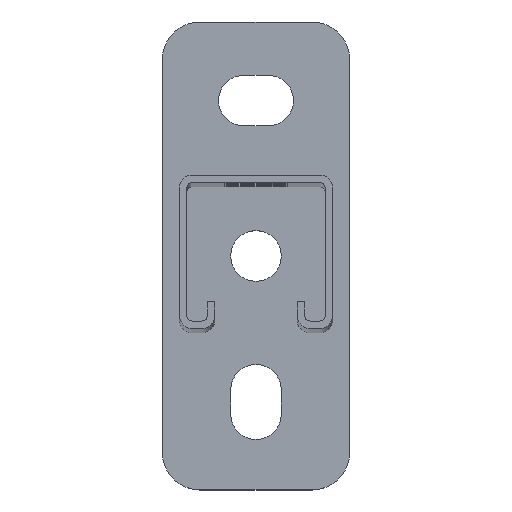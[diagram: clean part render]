
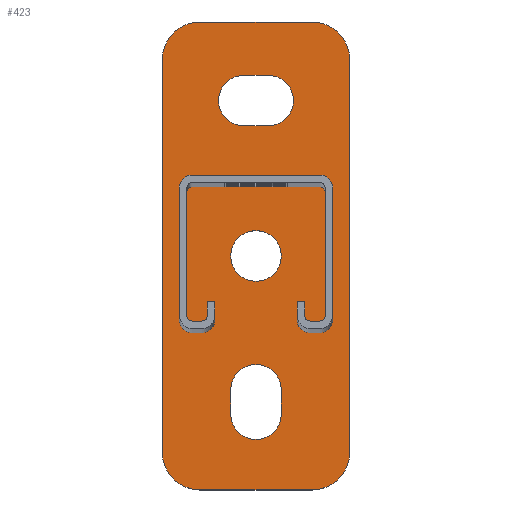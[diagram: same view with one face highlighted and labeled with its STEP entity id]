
A CAD part, top view. The second image highlights one B-rep face of the part: STEP entity #423.
In plain terms, the highlighted planar face has unit normal (0, 0, 1).
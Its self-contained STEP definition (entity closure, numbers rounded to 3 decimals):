
#423=ADVANCED_FACE('',(#848,#849,#850,#851),#852,.T.);
#848=FACE_BOUND('',#1256,.T.);
#849=FACE_BOUND('',#1257,.T.);
#850=FACE_BOUND('',#1258,.T.);
#851=FACE_OUTER_BOUND('',#1259,.T.);
#852=PLANE('',#1260);
#1256=EDGE_LOOP('',(#2381,#2382));
#1257=EDGE_LOOP('',(#2383,#2384,#2385,#2386,#2387,#2388));
#1258=EDGE_LOOP('',(#2389,#2390,#2391,#2392,#2393,#2394));
#1259=EDGE_LOOP('',(#2395,#2396,#2397,#2398,#2399,#2400,#2401,#2402));
#1260=AXIS2_PLACEMENT_3D('',#2403,#2404,#2405);
#2381=ORIENTED_EDGE('',*,*,#2830,.T.);
#2382=ORIENTED_EDGE('',*,*,#2825,.T.);
#2383=ORIENTED_EDGE('',*,*,#2815,.T.);
#2384=ORIENTED_EDGE('',*,*,#2838,.T.);
#2385=ORIENTED_EDGE('',*,*,#2840,.T.);
#2386=ORIENTED_EDGE('',*,*,#2820,.T.);
#2387=ORIENTED_EDGE('',*,*,#2834,.T.);
#2388=ORIENTED_EDGE('',*,*,#2843,.T.);
#2389=ORIENTED_EDGE('',*,*,#2805,.T.);
#2390=ORIENTED_EDGE('',*,*,#2852,.T.);
#2391=ORIENTED_EDGE('',*,*,#2854,.T.);
#2392=ORIENTED_EDGE('',*,*,#2810,.T.);
#2393=ORIENTED_EDGE('',*,*,#2848,.T.);
#2394=ORIENTED_EDGE('',*,*,#2857,.T.);
#2395=ORIENTED_EDGE('',*,*,#2861,.T.);
#2396=ORIENTED_EDGE('',*,*,#2886,.T.);
#2397=ORIENTED_EDGE('',*,*,#2883,.T.);
#2398=ORIENTED_EDGE('',*,*,#2880,.T.);
#2399=ORIENTED_EDGE('',*,*,#2877,.T.);
#2400=ORIENTED_EDGE('',*,*,#2887,.T.);
#2401=ORIENTED_EDGE('',*,*,#2888,.T.);
#2402=ORIENTED_EDGE('',*,*,#2873,.T.);
#2403=CARTESIAN_POINT('',(0.0,0.0,8.0));
#2404=DIRECTION('',(0.0,0.0,1.0));
#2405=DIRECTION('',(1.0,0.0,0.0));
#2805=EDGE_CURVE('',#3453,#3450,#3454,.T.);
#2810=EDGE_CURVE('',#3462,#3459,#3463,.T.);
#2815=EDGE_CURVE('',#3471,#3468,#3472,.T.);
#2820=EDGE_CURVE('',#3480,#3477,#3481,.T.);
#2825=EDGE_CURVE('',#3489,#3486,#3490,.T.);
#2830=EDGE_CURVE('',#3486,#3489,#3496,.T.);
#2834=EDGE_CURVE('',#3477,#3500,#3502,.T.);
#2838=EDGE_CURVE('',#3468,#3506,#3508,.T.);
#2840=EDGE_CURVE('',#3506,#3480,#3510,.T.);
#2843=EDGE_CURVE('',#3500,#3471,#3513,.T.);
#2848=EDGE_CURVE('',#3459,#3518,#3520,.T.);
#2852=EDGE_CURVE('',#3450,#3524,#3526,.T.);
#2854=EDGE_CURVE('',#3524,#3462,#3528,.T.);
#2857=EDGE_CURVE('',#3518,#3453,#3531,.T.);
#2861=EDGE_CURVE('',#3537,#3534,#3538,.T.);
#2873=EDGE_CURVE('',#3557,#3537,#3558,.T.);
#2877=EDGE_CURVE('',#3563,#3561,#3564,.T.);
#2880=EDGE_CURVE('',#3567,#3563,#3568,.T.);
#2883=EDGE_CURVE('',#3571,#3567,#3572,.T.);
#2886=EDGE_CURVE('',#3534,#3571,#3575,.T.);
#2887=EDGE_CURVE('',#3561,#3576,#3577,.T.);
#2888=EDGE_CURVE('',#3576,#3557,#3578,.T.);
#3450=VERTEX_POINT('',#4296);
#3453=VERTEX_POINT('',#4300);
#3454=CIRCLE('',#4301,6.75);
#3459=VERTEX_POINT('',#4307);
#3462=VERTEX_POINT('',#4311);
#3463=CIRCLE('',#4312,6.75);
#3468=VERTEX_POINT('',#4318);
#3471=VERTEX_POINT('',#4322);
#3472=CIRCLE('',#4323,6.75);
#3477=VERTEX_POINT('',#4329);
#3480=VERTEX_POINT('',#4333);
#3481=CIRCLE('',#4334,6.75);
#3486=VERTEX_POINT('',#4340);
#3489=VERTEX_POINT('',#4344);
#3490=CIRCLE('',#4345,6.75);
#3496=CIRCLE('',#4352,6.75);
#3500=VERTEX_POINT('',#4356);
#3502=CIRCLE('',#4359,6.75);
#3506=VERTEX_POINT('',#4363);
#3508=CIRCLE('',#4366,6.75);
#3510=LINE('',#4368,#4369);
#3513=LINE('',#4373,#4374);
#3518=VERTEX_POINT('',#4380);
#3520=CIRCLE('',#4383,6.75);
#3524=VERTEX_POINT('',#4387);
#3526=CIRCLE('',#4390,6.75);
#3528=LINE('',#4392,#4393);
#3531=LINE('',#4397,#4398);
#3534=VERTEX_POINT('',#4402);
#3537=VERTEX_POINT('',#4406);
#3538=CIRCLE('',#4407,10.0);
#3557=VERTEX_POINT('',#4431);
#3558=LINE('',#4432,#4433);
#3561=VERTEX_POINT('',#4437);
#3563=VERTEX_POINT('',#4440);
#3564=CIRCLE('',#4441,10.0);
#3567=VERTEX_POINT('',#4445);
#3568=LINE('',#4446,#4447);
#3571=VERTEX_POINT('',#4451);
#3572=CIRCLE('',#4452,10.0);
#3575=LINE('',#4456,#4457);
#3576=VERTEX_POINT('',#4458);
#3577=LINE('',#4459,#4460);
#3578=CIRCLE('',#4461,10.0);
#4296=CARTESIAN_POINT('',(10.0,41.5,8.0));
#4300=CARTESIAN_POINT('',(3.25,48.25,8.0));
#4301=AXIS2_PLACEMENT_3D('',#4985,#4986,#4987);
#4307=CARTESIAN_POINT('',(-10.0,41.5,8.0));
#4311=CARTESIAN_POINT('',(-3.25,34.75,8.0));
#4312=AXIS2_PLACEMENT_3D('',#4993,#4994,#4995);
#4318=CARTESIAN_POINT('',(0.,-29.0,8.0));
#4322=CARTESIAN_POINT('',(-6.75,-35.75,8.0));
#4323=AXIS2_PLACEMENT_3D('',#5001,#5002,#5003);
#4329=CARTESIAN_POINT('',(0.,-49.0,8.0));
#4333=CARTESIAN_POINT('',(6.75,-42.25,8.0));
#4334=AXIS2_PLACEMENT_3D('',#5009,#5010,#5011);
#4340=CARTESIAN_POINT('',(6.75,0.0,8.0));
#4344=CARTESIAN_POINT('',(-6.75,0.,8.0));
#4345=AXIS2_PLACEMENT_3D('',#5017,#5018,#5019);
#4352=AXIS2_PLACEMENT_3D('',#5027,#5028,#5029);
#4356=CARTESIAN_POINT('',(-6.75,-42.25,8.0));
#4359=AXIS2_PLACEMENT_3D('',#5034,#5035,#5036);
#4363=CARTESIAN_POINT('',(6.75,-35.75,8.0));
#4366=AXIS2_PLACEMENT_3D('',#5041,#5042,#5043);
#4368=CARTESIAN_POINT('',(6.75,-19.5,8.0));
#4369=VECTOR('',#5044,1.0);
#4373=CARTESIAN_POINT('',(-6.75,-19.5,8.0));
#4374=VECTOR('',#5046,1.0);
#4380=CARTESIAN_POINT('',(-3.25,48.25,8.0));
#4383=AXIS2_PLACEMENT_3D('',#5052,#5053,#5054);
#4387=CARTESIAN_POINT('',(3.25,34.75,8.0));
#4390=AXIS2_PLACEMENT_3D('',#5059,#5060,#5061);
#4392=CARTESIAN_POINT('',(0.0,34.75,8.0));
#4393=VECTOR('',#5062,1.0);
#4397=CARTESIAN_POINT('',(0.0,48.25,8.0));
#4398=VECTOR('',#5064,1.0);
#4402=CARTESIAN_POINT('',(15.0,62.5,8.0));
#4406=CARTESIAN_POINT('',(25.0,52.5,8.0));
#4407=AXIS2_PLACEMENT_3D('',#5067,#5068,#5069);
#4431=CARTESIAN_POINT('',(25.0,-52.5,8.0));
#4432=CARTESIAN_POINT('',(25.0,0.0,8.0));
#4433=VECTOR('',#5087,1.0);
#4437=CARTESIAN_POINT('',(-15.0,-62.5,8.0));
#4440=CARTESIAN_POINT('',(-25.0,-52.5,8.0));
#4441=AXIS2_PLACEMENT_3D('',#5090,#5091,#5092);
#4445=CARTESIAN_POINT('',(-25.0,52.5,8.0));
#4446=CARTESIAN_POINT('',(-25.0,0.0,8.0));
#4447=VECTOR('',#5094,1.0);
#4451=CARTESIAN_POINT('',(-15.0,62.5,8.0));
#4452=AXIS2_PLACEMENT_3D('',#5096,#5097,#5098);
#4456=CARTESIAN_POINT('',(0.0,62.5,8.0));
#4457=VECTOR('',#5100,1.0);
#4458=CARTESIAN_POINT('',(15.0,-62.5,8.0));
#4459=CARTESIAN_POINT('',(0.0,-62.5,8.0));
#4460=VECTOR('',#5101,1.0);
#4461=AXIS2_PLACEMENT_3D('',#5102,#5103,#5104);
#4985=CARTESIAN_POINT('',(3.25,41.5,8.0));
#4986=DIRECTION('',(0.0,0.0,-1.0));
#4987=DIRECTION('',(1.0,0.0,0.0));
#4993=CARTESIAN_POINT('',(-3.25,41.5,8.0));
#4994=DIRECTION('',(-0.0,0.0,-1.0));
#4995=DIRECTION('',(-1.0,0.0,0.0));
#5001=CARTESIAN_POINT('',(0.0,-35.75,8.0));
#5002=DIRECTION('',(0.0,0.0,-1.0));
#5003=DIRECTION('',(0.0,1.0,0.0));
#5009=CARTESIAN_POINT('',(0.0,-42.25,8.0));
#5010=DIRECTION('',(-0.0,-0.0,-1.0));
#5011=DIRECTION('',(0.0,-1.0,0.0));
#5017=CARTESIAN_POINT('',(0.0,0.0,8.0));
#5018=DIRECTION('',(0.0,0.0,-1.0));
#5019=DIRECTION('',(1.0,0.0,0.0));
#5027=CARTESIAN_POINT('',(0.0,0.0,8.0));
#5028=DIRECTION('',(0.0,0.0,-1.0));
#5029=DIRECTION('',(1.0,0.0,0.0));
#5034=CARTESIAN_POINT('',(0.0,-42.25,8.0));
#5035=DIRECTION('',(-0.0,-0.0,-1.0));
#5036=DIRECTION('',(0.0,-1.0,0.0));
#5041=CARTESIAN_POINT('',(0.0,-35.75,8.0));
#5042=DIRECTION('',(0.0,0.0,-1.0));
#5043=DIRECTION('',(0.0,1.0,0.0));
#5044=DIRECTION('',(0.0,-1.0,0.0));
#5046=DIRECTION('',(0.0,1.0,0.0));
#5052=CARTESIAN_POINT('',(-3.25,41.5,8.0));
#5053=DIRECTION('',(-0.0,0.0,-1.0));
#5054=DIRECTION('',(-1.0,0.0,0.0));
#5059=CARTESIAN_POINT('',(3.25,41.5,8.0));
#5060=DIRECTION('',(0.0,0.0,-1.0));
#5061=DIRECTION('',(1.0,0.0,0.0));
#5062=DIRECTION('',(-1.0,0.0,0.0));
#5064=DIRECTION('',(1.0,0.0,-0.0));
#5067=CARTESIAN_POINT('',(15.0,52.5,8.0));
#5068=DIRECTION('',(0.0,0.0,1.0));
#5069=DIRECTION('',(0.0,-1.0,0.0));
#5087=DIRECTION('',(0.0,1.0,0.0));
#5090=CARTESIAN_POINT('',(-15.0,-52.5,8.0));
#5091=DIRECTION('',(0.0,-0.0,1.0));
#5092=DIRECTION('',(0.0,1.0,0.0));
#5094=DIRECTION('',(0.0,-1.0,0.0));
#5096=CARTESIAN_POINT('',(-15.0,52.5,8.0));
#5097=DIRECTION('',(0.0,0.0,1.0));
#5098=DIRECTION('',(1.0,0.0,0.0));
#5100=DIRECTION('',(-1.0,0.0,0.0));
#5101=DIRECTION('',(1.0,0.0,0.0));
#5102=CARTESIAN_POINT('',(15.0,-52.5,8.0));
#5103=DIRECTION('',(0.0,0.0,1.0));
#5104=DIRECTION('',(-1.0,0.0,0.0));
